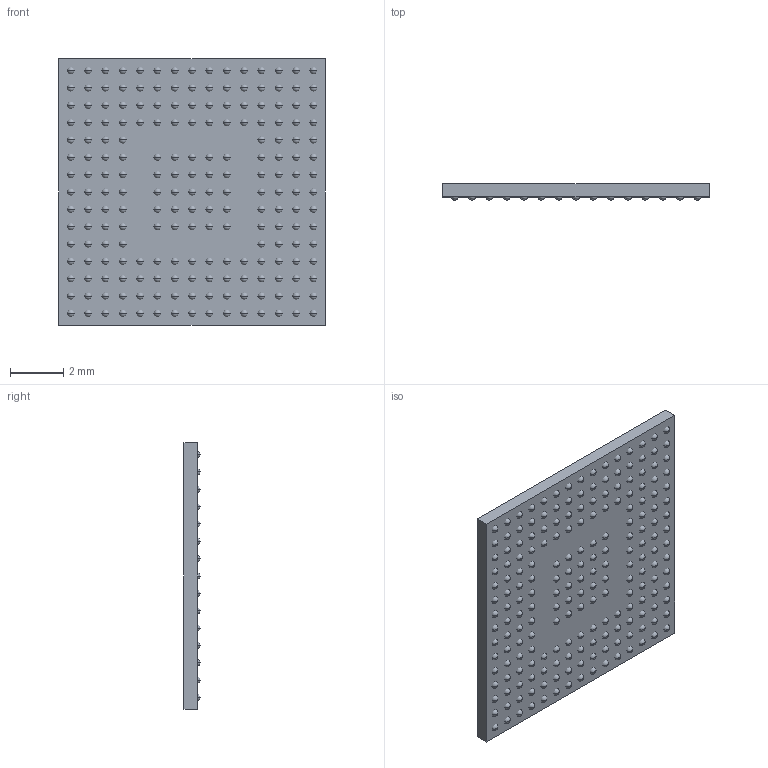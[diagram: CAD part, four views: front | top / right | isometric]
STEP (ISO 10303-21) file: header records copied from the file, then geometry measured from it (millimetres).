
FILE_DESCRIPTION (( 'STEP AP214' ), '1' );
FILE_NAME ('STM32F765IIK6.STEP', '2019-03-26T06:43:34', ( '' ), ( '' ), 'SwSTEP 2.0', 'SolidWorks 2017', '' );
FILE_SCHEMA (( 'AUTOMOTIVE_DESIGN' ));
Length unit declared in the file: millimetre
Products named in the file (1): STM32F765IIK6
Bounding box: 10 x 0.6 x 10 mm (x, y, z)
Volume: 51.3 mm3; surface area: 269.1 mm2
Topology: 202 solids, 202 shells, 408 faces, 1419 edges, 1013 vertices
Faces by surface type: sphere 402, plane 6
Entity records: 14461 total; most frequent: DIRECTION 1634, CARTESIAN_POINT 1233, ORIENTED_EDGE 828, AXIS2_PLACEMENT_3D 811, UNCERTAINTY_MEASURE_WITH_UNIT 606, SURFACE_STYLE_FILL_AREA 605, PRESENTATION_STYLE_ASSIGNMENT 605, FILL_AREA_STYLE_COLOUR 605
